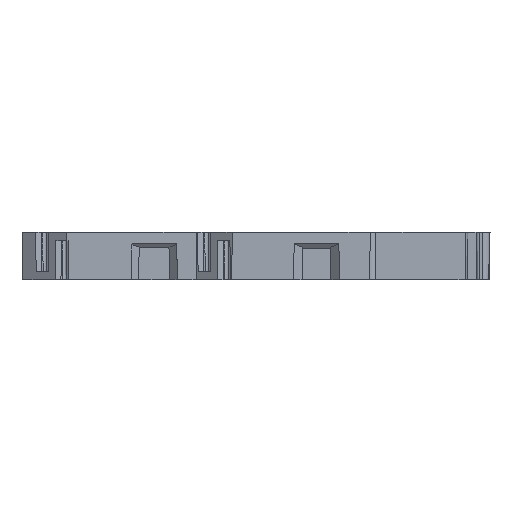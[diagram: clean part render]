
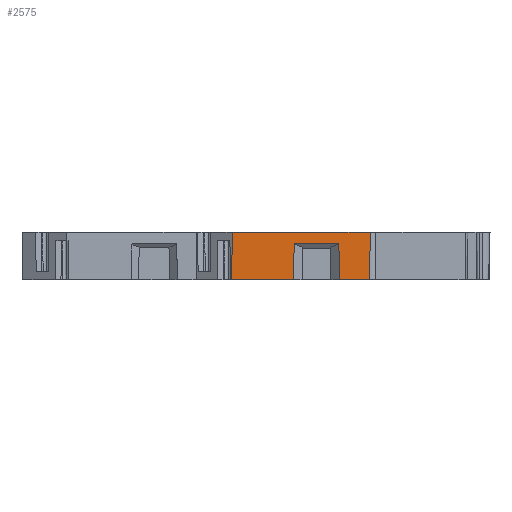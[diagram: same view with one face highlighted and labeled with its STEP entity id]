
A CAD part, left-side view. The second image highlights one B-rep face of the part: STEP entity #2575.
In plain terms, the highlighted planar face has unit normal (-1, 0, -0.018).
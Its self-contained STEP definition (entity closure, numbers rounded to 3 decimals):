
#1921=FACE_OUTER_BOUND('',#4193,.T.);
#2575=ADVANCED_FACE('',(#1921),#3096,.T.);
#3096=PLANE('',#14739);
#4193=EDGE_LOOP('',(#7087,#7088,#7089,#7090,#7091,#7092,#7093,#7094));
#7087=ORIENTED_EDGE('',*,*,#10893,.F.);
#7088=ORIENTED_EDGE('',*,*,#10994,.T.);
#7089=ORIENTED_EDGE('',*,*,#10859,.F.);
#7090=ORIENTED_EDGE('',*,*,#10995,.F.);
#7091=ORIENTED_EDGE('',*,*,#10885,.F.);
#7092=ORIENTED_EDGE('',*,*,#10605,.T.);
#7093=ORIENTED_EDGE('',*,*,#9783,.T.);
#7094=ORIENTED_EDGE('',*,*,#10883,.T.);
#8558=VERTEX_POINT('',#18818);
#8559=VERTEX_POINT('',#18820);
#9177=VERTEX_POINT('',#21497);
#9313=VERTEX_POINT('',#22310);
#9314=VERTEX_POINT('',#22312);
#9331=VERTEX_POINT('',#22358);
#9332=VERTEX_POINT('',#22363);
#9339=VERTEX_POINT('',#22377);
#9783=EDGE_CURVE('',#8559,#8558,#11568,.T.);
#10605=EDGE_CURVE('',#9177,#8559,#12093,.T.);
#10859=EDGE_CURVE('',#9313,#9314,#12276,.T.);
#10883=EDGE_CURVE('',#8558,#9331,#12298,.T.);
#10885=EDGE_CURVE('',#9177,#9332,#12299,.T.);
#10893=EDGE_CURVE('',#9339,#9331,#12307,.T.);
#10994=EDGE_CURVE('',#9339,#9314,#12383,.T.);
#10995=EDGE_CURVE('',#9332,#9313,#12384,.T.);
#11568=LINE('',#18819,#12893);
#12093=LINE('',#21499,#13467);
#12276=LINE('',#22311,#13650);
#12298=LINE('',#22359,#13672);
#12299=LINE('',#22362,#13673);
#12307=LINE('',#22378,#13681);
#12383=LINE('',#22577,#13757);
#12384=LINE('',#22578,#13758);
#12893=VECTOR('',#15216,1.);
#13467=VECTOR('',#16486,1.);
#13650=VECTOR('',#16997,1.);
#13672=VECTOR('',#17035,1.);
#13673=VECTOR('',#17040,1.);
#13681=VECTOR('',#17048,1.);
#13757=VECTOR('',#17176,1.);
#13758=VECTOR('',#17177,1.);
#14739=AXIS2_PLACEMENT_3D('',#22579,#17178,#17179);
#15216=DIRECTION('',(0.,1.,0.));
#16486=DIRECTION('',(-0.017,-0.008,1.));
#16997=DIRECTION('',(0.,1.,0.));
#17035=DIRECTION('',(0.017,0.01,-1.));
#17040=DIRECTION('',(0.,1.,0.));
#17048=DIRECTION('',(0.,1.,0.));
#17176=DIRECTION('',(-0.017,-0.009,1.));
#17177=DIRECTION('',(-0.017,0.009,1.));
#17178=DIRECTION('',(-1.,0.,-0.017));
#17179=DIRECTION('',(0.017,0.,-1.));
#18818=CARTESIAN_POINT('',(-33.57,19.143,0.));
#18819=CARTESIAN_POINT('',(-33.57,-4.963,0.));
#18820=CARTESIAN_POINT('',(-33.57,0.898,0.));
#21497=CARTESIAN_POINT('',(-33.46,0.946,-6.3));
#21499=CARTESIAN_POINT('',(-33.57,0.898,0.003));
#22310=CARTESIAN_POINT('',(-33.545,5.026,-1.458));
#22311=CARTESIAN_POINT('',(-33.545,-4.963,-1.458));
#22312=CARTESIAN_POINT('',(-33.545,10.959,-1.458));
#22358=CARTESIAN_POINT('',(-33.46,19.204,-6.3));
#22359=CARTESIAN_POINT('',(-33.464,19.202,-6.065));
#22362=CARTESIAN_POINT('',(-33.46,10.181,-6.3));
#22363=CARTESIAN_POINT('',(-33.46,4.984,-6.3));
#22377=CARTESIAN_POINT('',(-33.46,11.001,-6.3));
#22378=CARTESIAN_POINT('',(-33.46,10.181,-6.3));
#22577=CARTESIAN_POINT('',(-33.45,11.006,-6.884));
#22578=CARTESIAN_POINT('',(-33.458,4.983,-6.387));
#22579=CARTESIAN_POINT('',(-33.46,-4.963,-6.3));
